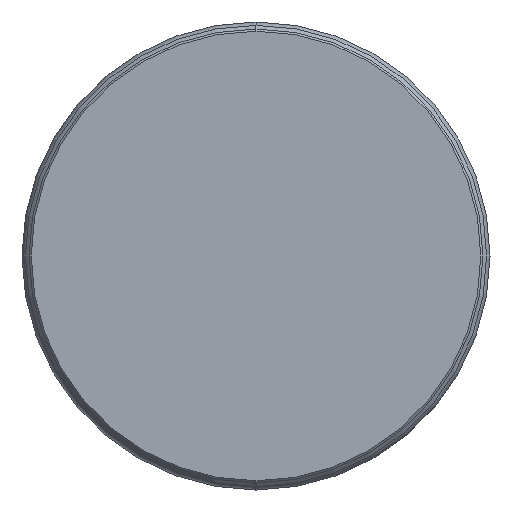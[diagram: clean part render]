
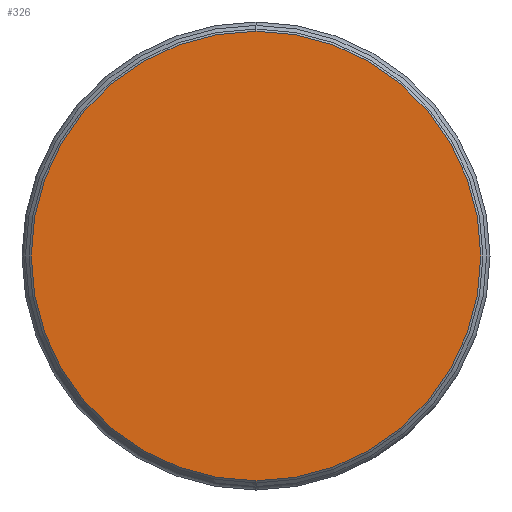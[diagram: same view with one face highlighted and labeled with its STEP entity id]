
A CAD part, left-side view. The second image highlights one B-rep face of the part: STEP entity #326.
In plain terms, the highlighted planar face has unit normal (-1, 0, 0).
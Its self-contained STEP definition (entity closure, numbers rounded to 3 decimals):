
#33 = DIRECTION ( 'NONE',  ( -1., 0., 0. ) ) ;
#40 = CARTESIAN_POINT ( 'NONE',  ( 0., 0., 0. ) ) ;
#45 = DIRECTION ( 'NONE',  ( 0., 0., 1. ) ) ;
#46 = PLANE ( 'NONE',  #467 ) ;
#157 = CIRCLE ( 'NONE', #866, 31.7 ) ;
#262 = EDGE_CURVE ( 'NONE', #974, #678, #578, .T. ) ;
#326 = ADVANCED_FACE ( 'NONE', ( #540 ), #46, .F. ) ;
#333 = EDGE_CURVE ( 'NONE', #678, #974, #157, .T. ) ;
#394 = ORIENTED_EDGE ( 'NONE', *, *, #262, .T. ) ;
#412 = EDGE_LOOP ( 'NONE', ( #394, #726 ) ) ;
#451 = CARTESIAN_POINT ( 'NONE',  ( 0., 0., -31.7 ) ) ;
#455 = DIRECTION ( 'NONE',  ( 0., 0., 1. ) ) ;
#459 = CARTESIAN_POINT ( 'NONE',  ( 0., 0., 0. ) ) ;
#467 = AXIS2_PLACEMENT_3D ( 'NONE', #459, #629, #1045 ) ;
#540 = FACE_OUTER_BOUND ( 'NONE', #412, .T. ) ;
#578 = CIRCLE ( 'NONE', #604, 31.7 ) ;
#604 = AXIS2_PLACEMENT_3D ( 'NONE', #710, #33, #455 ) ;
#629 = DIRECTION ( 'NONE',  ( 1., 0., 0. ) ) ;
#678 = VERTEX_POINT ( 'NONE', #1088 ) ;
#710 = CARTESIAN_POINT ( 'NONE',  ( 0., 0., 0. ) ) ;
#723 = DIRECTION ( 'NONE',  ( -1., 0., 0. ) ) ;
#726 = ORIENTED_EDGE ( 'NONE', *, *, #333, .T. ) ;
#866 = AXIS2_PLACEMENT_3D ( 'NONE', #40, #723, #45 ) ;
#974 = VERTEX_POINT ( 'NONE', #451 ) ;
#1045 = DIRECTION ( 'NONE',  ( 0., 0., -1. ) ) ;
#1088 = CARTESIAN_POINT ( 'NONE',  ( 0., 0., 31.7 ) ) ;
